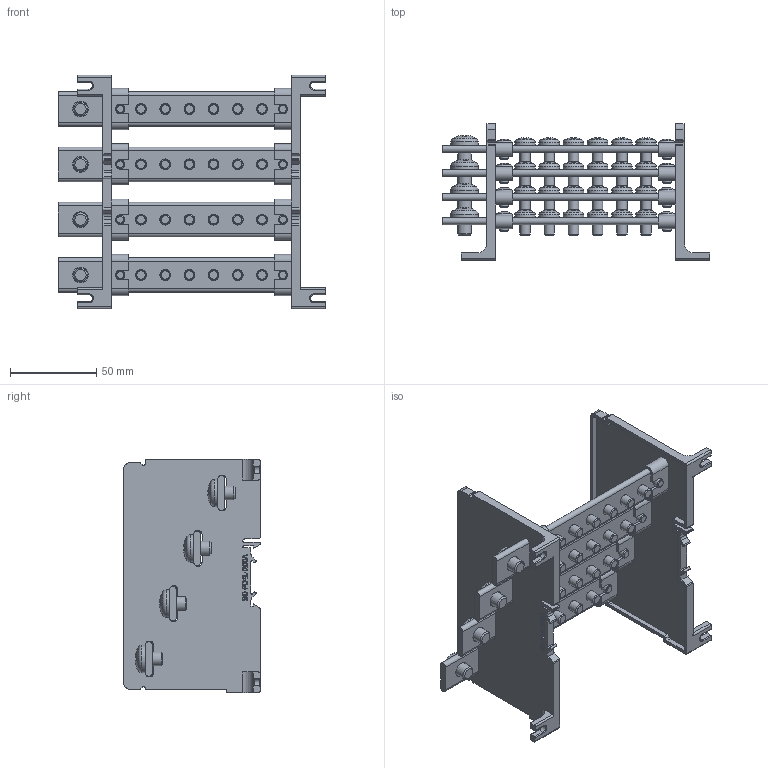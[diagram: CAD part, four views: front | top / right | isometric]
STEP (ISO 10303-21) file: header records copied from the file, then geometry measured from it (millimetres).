
FILE_DESCRIPTION(/* description */ (''),/* implementation_level */ '2;1');
FILE_NAME(/* name */ '',/* time_stamp */ '2025-10-31T13:55:35+09:00',/* author */ ('7890'),/* organization */ (''),/* preprocessor_version */ 'ST-DEVELOPER v20.1',/* originating_system */ 'Autodesk Inventor 2026',/* authorisation */ '');
FILE_SCHEMA (('AUTOMOTIVE_DESIGN { 1 0 10303 214 3 1 1 }'));
Length unit declared in the file: millimetre
Products named in the file (7): PD4L06-200A 조립품(수정); PD4L06-200A 측판(L); PD4L06-200A 부스바; PD4L06-200A 측판(R); ISO 7045 - M8 x 10 - 4.8 - H; ISO 7045 - M6 x 10 - 4.8 - H; ISO 7045 - M5 x 8 - 4.8 - H
Assembly tree (42 placements, depth 2):
  PD4L06-200A 조립품(수정)
    PD4L06-200A 측판(L)
    PD4L06-200A 부스바  x4
    PD4L06-200A 측판(R)
    ISO 7045 - M8 x 10 - 4.8 - H  x4
    ISO 7045 - M6 x 10 - 4.8 - H  x24
    ISO 7045 - M5 x 8 - 4.8 - H  x8
Bounding box: 155 x 78.8 x 135 mm (x, y, z)
Volume: 116083.5 mm3; surface area: 104851.2 mm2
Topology: 42 solids, 42 shells, 1924 faces, 5214 edges, 3444 vertices
Faces by surface type: plane 797, cone 432, cylinder 284, torus 228, bspline 147, sphere 36
Full cylindrical faces by diameter (mm): 4.4 x4, 4.567 x8, 5 x8, 5.2 x4, 5.459 x24, 6 x24, 6.2 x24, 7.323 x4, 8 x4, 9.2 x4
Entity records: 29299 total; most frequent: CARTESIAN_POINT 7472, ORIENTED_EDGE 4776, DIRECTION 4009, EDGE_CURVE 2388, VERTEX_POINT 1584, LINE 1519, VECTOR 1519, AXIS2_PLACEMENT_3D 1245
